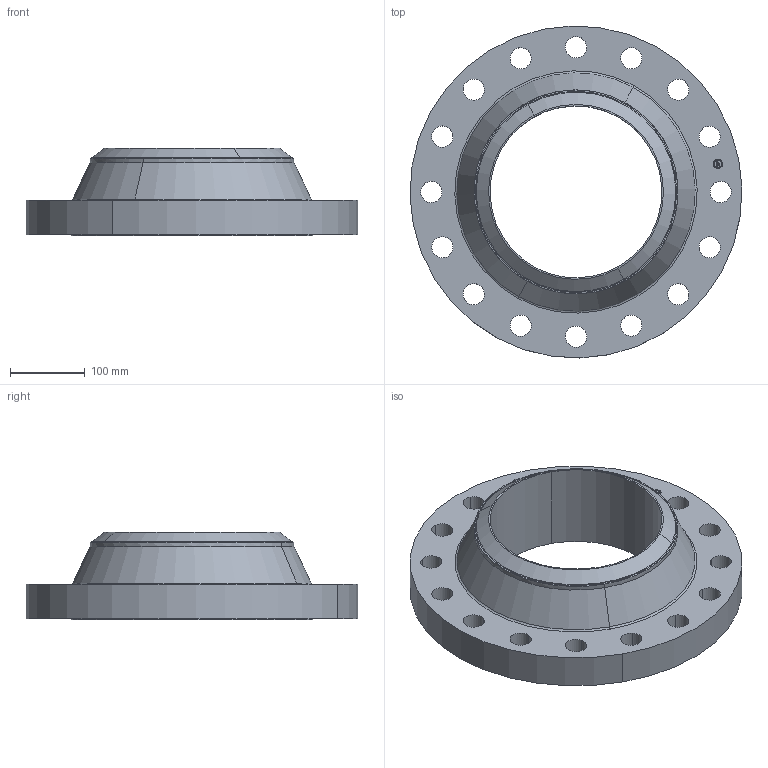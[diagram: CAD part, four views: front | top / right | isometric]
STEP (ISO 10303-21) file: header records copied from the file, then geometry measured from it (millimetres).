
FILE_DESCRIPTION(('3D STEP'),'2;1');
FILE_NAME('10-300-WELD-NECK-RF-120-FLANGE.stp','2013-01-27T07:48:39+00:00',('Texas Flange'),(''),'CATIA Version 5 Release 20 SP 6 (IN-10)','CATIA V5 STEP AP214','800-826-3801');
FILE_SCHEMA(('AUTOMOTIVE_DESIGN { 1 0 10303 214 1 1 1 1 }'));
Length unit declared in the file: inch
Products named in the file (1): 10-300-WELD-NECK-RF-120-FLANGE
Bounding box: 444.38 x 444.38 x 117.41 mm (x, y, z)
Volume: 6428609 mm3; surface area: 461327.8 mm2
Topology: 1 solids, 1 shells, 439 faces, 1246 edges, 828 vertices
Faces by surface type: plane 369, cylinder 60, cone 6, torus 4
Entity records: 16366 total; most frequent: ORIENTED_EDGE 2492, CARTESIAN_POINT 2455, DIRECTION 2006, EDGE_CURVE 1246, VECTOR 1110, LINE 1110, VERTEX_POINT 828, AXIS2_PLACEMENT_3D 517
